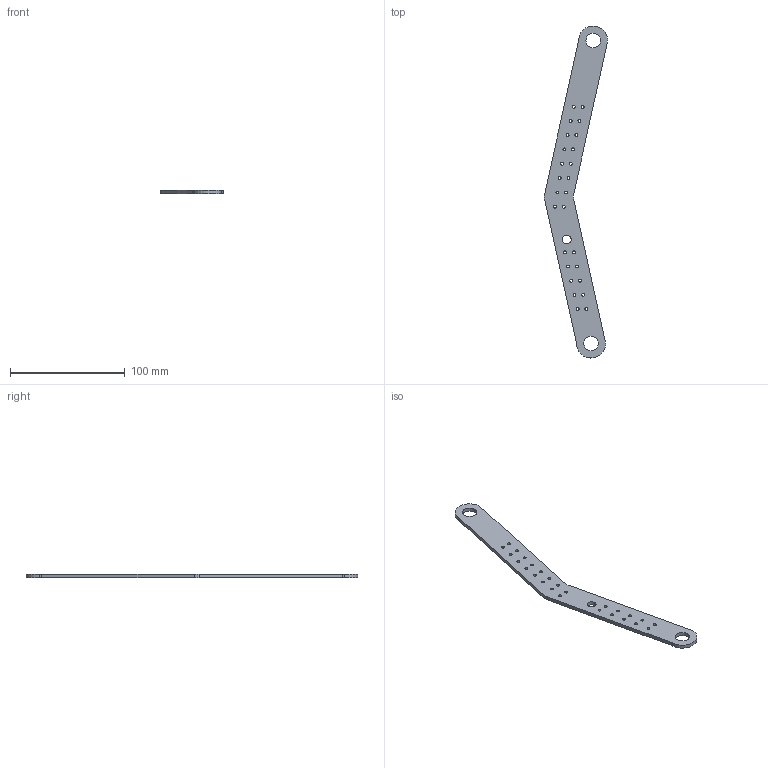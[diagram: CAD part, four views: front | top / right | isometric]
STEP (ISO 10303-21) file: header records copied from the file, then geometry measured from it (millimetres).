
FILE_DESCRIPTION(/* description */ (''),/* implementation_level */ '2;1');
FILE_NAME(/* name */ 'link inside v4.stp',/* time_stamp */ '2023-03-25T17:02:19-04:00',/* author */ ('Robotic'),/* organization */ (''),/* preprocessor_version */ 'ST-DEVELOPER v19',/* originating_system */ 'Autodesk Inventor 2023',/* authorisation */ '');
FILE_SCHEMA (('AUTOMOTIVE_DESIGN { 1 0 10303 214 3 1 1 }'));
Length unit declared in the file: inch
Products named in the file (1): angle v3 inside
Bounding box: 55.25 x 289.87 x 3.17 mm (x, y, z)
Volume: 21568.8 mm3; surface area: 16547.6 mm2
Topology: 1 solids, 1 shells, 43 faces, 123 edges, 85 vertices
Faces by surface type: cylinder 37, plane 6
Full cylindrical faces by diameter (mm): 2.54 x26, 7.62 x1, 12.7 x2
Entity records: 1627 total; most frequent: DIRECTION 285, CARTESIAN_POINT 252, ORIENTED_EDGE 246, EDGE_CURVE 123, AXIS2_PLACEMENT_3D 118, EDGE_LOOP 101, VERTEX_POINT 82, CIRCLE 74
